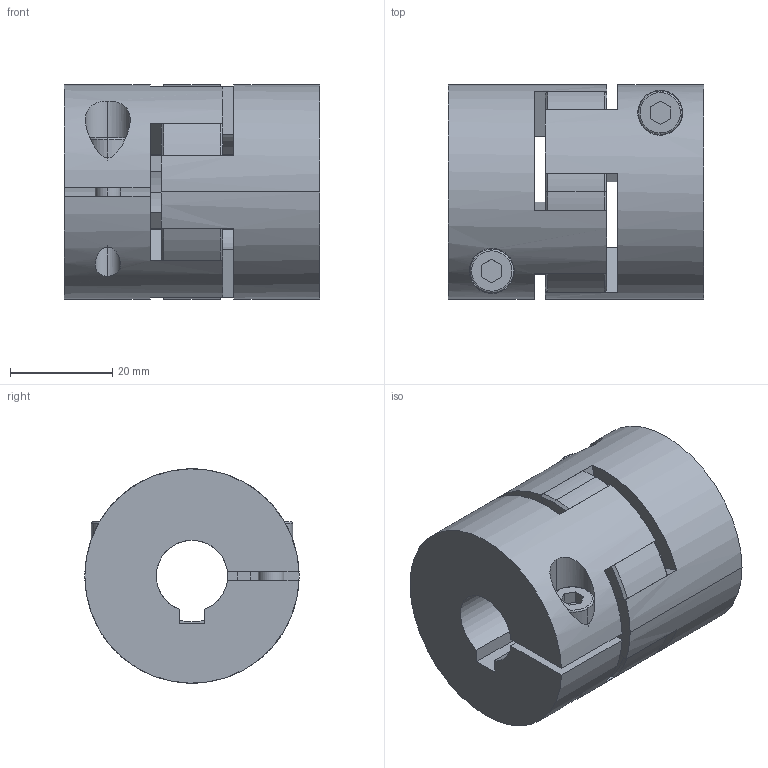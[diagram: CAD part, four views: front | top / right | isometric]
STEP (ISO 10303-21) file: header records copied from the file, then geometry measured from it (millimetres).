
FILE_DESCRIPTION(('STEP AP214'),'1');
FILE_NAME('cctmp_6453D17B-5357-402E-8E5B-E65E33DFD4E6_2023_06_14_08_04_20_0011..stp','2023-06-14T06:04:20',('R+W Antriebselemente GmbH'),('CADClick - www.CADClick.com'),'Spatial InterOp 3D',' ','unknown authorization');
FILE_SCHEMA(('AUTOMOTIVE_DESIGN'));
Length unit declared in the file: millimetre
Products named in the file (4): cc_unnamed; EKL/20/50/B/14-PFN/14-PFN_2; EKL/20/50/B/14-PFN/14-PFN_1; EKL/20/50/B/14-PFN/14-PFN
Assembly tree (3 placements, depth 2):
  cc_unnamed
    EKL/20/50/B/14-PFN/14-PFN_2
    EKL/20/50/B/14-PFN/14-PFN_1
    EKL/20/50/B/14-PFN/14-PFN
Bounding box: 50 x 42 x 42 mm (x, y, z)
Volume: 54488.2 mm3; surface area: 20478.4 mm2
Topology: 3 solids, 3 shells, 142 faces, 370 edges, 244 vertices
Faces by surface type: plane 68, cylinder 54, cone 16, torus 4
Entity records: 5903 total; most frequent: CARTESIAN_POINT 1036, DIRECTION 790, ORIENTED_EDGE 740, EDGE_CURVE 370, AXIS2_PLACEMENT_3D 282, VERTEX_POINT 244, LINE 226, VECTOR 226
